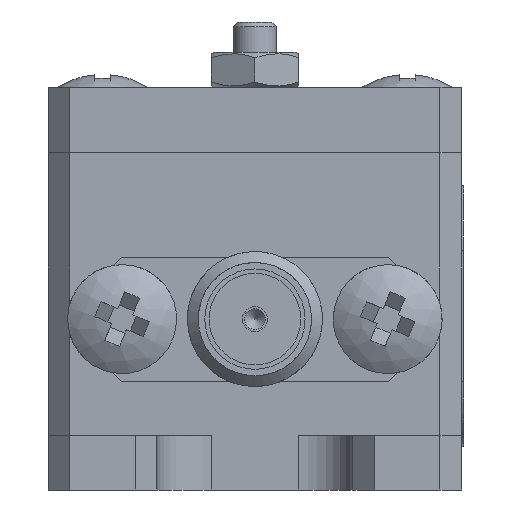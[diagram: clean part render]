
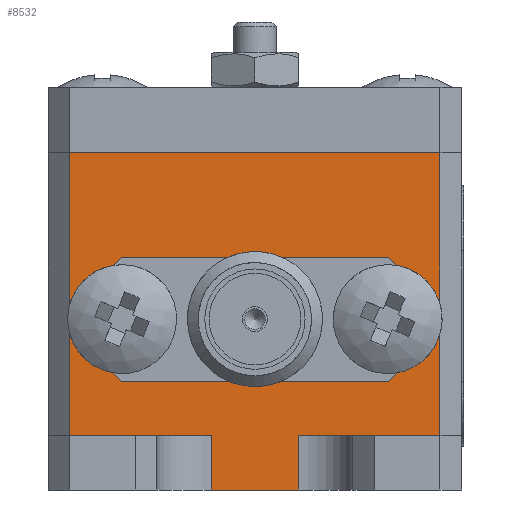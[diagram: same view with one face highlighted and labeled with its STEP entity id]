
A CAD part, left-side view. The second image highlights one B-rep face of the part: STEP entity #8532.
In plain terms, the highlighted planar face has unit normal (-1, 0, 0).
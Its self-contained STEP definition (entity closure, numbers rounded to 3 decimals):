
#8532=ADVANCED_FACE('',(#22444,#22446),#22448,.F.);
#22444=FACE_BOUND('',#22445,.T.);
#22445=EDGE_LOOP('',(#29210,#29211,#29212,#29213,#29214,#29215,#29216,#29217));
#22446=FACE_BOUND('',#22447,.T.);
#22447=EDGE_LOOP('',(#29218,#29219,#29220,#29221,#29222,#29223,#29224,#29225));
#22448=PLANE('',#22449);
#22449=AXIS2_PLACEMENT_3D('',#22450,#22451,#22452);
#22450=CARTESIAN_POINT('',(-33.5,-9.5,2.5));
#22451=DIRECTION('',(1.,-0.,0.));
#22452=DIRECTION('',(0.,0.,-1.));
#29210=ORIENTED_EDGE('',*,*,#32981,.T.);
#29211=ORIENTED_EDGE('',*,*,#33066,.T.);
#29212=ORIENTED_EDGE('',*,*,#33047,.F.);
#29213=ORIENTED_EDGE('',*,*,#33045,.F.);
#29214=ORIENTED_EDGE('',*,*,#33080,.F.);
#29215=ORIENTED_EDGE('',*,*,#33041,.T.);
#29216=ORIENTED_EDGE('',*,*,#33039,.F.);
#29217=ORIENTED_EDGE('',*,*,#33065,.T.);
#29218=ORIENTED_EDGE('',*,*,#33081,.F.);
#29219=ORIENTED_EDGE('',*,*,#33082,.F.);
#29220=ORIENTED_EDGE('',*,*,#33083,.F.);
#29221=ORIENTED_EDGE('',*,*,#33084,.F.);
#29222=ORIENTED_EDGE('',*,*,#33085,.F.);
#29223=ORIENTED_EDGE('',*,*,#33086,.F.);
#29224=ORIENTED_EDGE('',*,*,#33087,.F.);
#29225=ORIENTED_EDGE('',*,*,#33088,.F.);
#32981=EDGE_CURVE('',#37491,#37489,#37492,.T.);
#33039=EDGE_CURVE('',#37592,#37594,#37595,.T.);
#33041=EDGE_CURVE('',#37597,#37594,#37598,.T.);
#33045=EDGE_CURVE('',#37602,#37600,#37604,.T.);
#33047=EDGE_CURVE('',#37600,#37607,#37608,.T.);
#33065=EDGE_CURVE('',#37592,#37491,#37634,.T.);
#33066=EDGE_CURVE('',#37489,#37607,#37635,.T.);
#33080=EDGE_CURVE('',#37597,#37602,#37657,.T.);
#33081=EDGE_CURVE('',#37658,#37659,#37660,.T.);
#33082=EDGE_CURVE('',#37661,#37658,#37662,.T.);
#33083=EDGE_CURVE('',#37663,#37661,#37664,.T.);
#33084=EDGE_CURVE('',#37665,#37663,#37666,.T.);
#33085=EDGE_CURVE('',#37667,#37665,#37668,.T.);
#33086=EDGE_CURVE('',#37669,#37667,#37670,.T.);
#33087=EDGE_CURVE('',#37671,#37669,#37672,.T.);
#33088=EDGE_CURVE('',#37659,#37671,#37673,.T.);
#37489=VERTEX_POINT('',#70014);
#37491=VERTEX_POINT('',#70018);
#37492=LINE('',#70019,#70020);
#37592=VERTEX_POINT('',#70233);
#37594=VERTEX_POINT('',#70237);
#37595=LINE('',#70238,#70239);
#37597=VERTEX_POINT('',#70245);
#37598=LINE('',#70246,#70247);
#37600=VERTEX_POINT('',#70253);
#37602=VERTEX_POINT('',#70258);
#37604=LINE('',#70263,#70264);
#37607=VERTEX_POINT('',#70270);
#37608=LINE('',#70271,#70272);
#37634=LINE('',#70337,#70338);
#37635=LINE('',#70340,#70341);
#37657=LINE('',#70390,#70391);
#37658=VERTEX_POINT('',#70393);
#37659=VERTEX_POINT('',#70394);
#37660=LINE('',#70395,#70396);
#37661=VERTEX_POINT('',#70398);
#37662=LINE('',#70399,#70400);
#37663=VERTEX_POINT('',#70402);
#37664=LINE('',#70403,#70404);
#37665=VERTEX_POINT('',#70406);
#37666=LINE('',#70407,#70408);
#37667=VERTEX_POINT('',#70410);
#37668=LINE('',#70411,#70412);
#37669=VERTEX_POINT('',#70414);
#37670=LINE('',#70415,#70416);
#37671=VERTEX_POINT('',#70418);
#37672=LINE('',#70419,#70420);
#37673=LINE('',#70422,#70423);
#70014=CARTESIAN_POINT('',(-33.5,8.5,15.5));
#70018=CARTESIAN_POINT('',(-33.5,-8.5,15.5));
#70019=CARTESIAN_POINT('',(-33.5,-8.5,15.5));
#70020=VECTOR('',#70021,1.);
#70021=DIRECTION('',(0.,1.,0.));
#70233=CARTESIAN_POINT('',(-33.5,-8.5,2.5));
#70237=CARTESIAN_POINT('',(-33.5,-2.,2.5));
#70238=CARTESIAN_POINT('',(-33.5,-8.5,2.5));
#70239=VECTOR('',#70240,1.);
#70240=DIRECTION('',(0.,1.,0.));
#70245=CARTESIAN_POINT('',(-33.5,-2.,0.));
#70246=CARTESIAN_POINT('',(-33.5,-2.,0.));
#70247=VECTOR('',#70248,1.);
#70248=DIRECTION('',(0.,0.,1.));
#70253=CARTESIAN_POINT('',(-33.5,2.,2.5));
#70258=CARTESIAN_POINT('',(-33.5,2.,0.));
#70263=CARTESIAN_POINT('',(-33.5,2.,0.));
#70264=VECTOR('',#70265,1.);
#70265=DIRECTION('',(0.,0.,1.));
#70270=CARTESIAN_POINT('',(-33.5,8.5,2.5));
#70271=CARTESIAN_POINT('',(-33.5,2.,2.5));
#70272=VECTOR('',#70273,1.);
#70273=DIRECTION('',(0.,1.,0.));
#70337=CARTESIAN_POINT('',(-33.5,-8.5,2.5));
#70338=VECTOR('',#70339,1.);
#70339=DIRECTION('',(0.,0.,1.));
#70340=CARTESIAN_POINT('',(-33.5,8.5,15.5));
#70341=VECTOR('',#70342,1.);
#70342=DIRECTION('',(0.,0.,-1.));
#70390=CARTESIAN_POINT('',(-33.5,-2.,0.));
#70391=VECTOR('',#70392,1.);
#70392=DIRECTION('',(0.,1.,0.));
#70393=CARTESIAN_POINT('',(-33.5,-6.13,5.));
#70394=CARTESIAN_POINT('',(-33.5,-8.03,6.9));
#70395=CARTESIAN_POINT('',(-33.5,-6.13,5.));
#70396=VECTOR('',#70397,1.);
#70397=DIRECTION('',(0.,-0.707,0.707));
#70398=CARTESIAN_POINT('',(-33.5,6.13,5.));
#70399=CARTESIAN_POINT('',(-33.5,6.13,5.));
#70400=VECTOR('',#70401,1.);
#70401=DIRECTION('',(0.,-1.,0.));
#70402=CARTESIAN_POINT('',(-33.5,8.03,6.9));
#70403=CARTESIAN_POINT('',(-33.5,8.03,6.9));
#70404=VECTOR('',#70405,1.);
#70405=DIRECTION('',(0.,-0.707,-0.707));
#70406=CARTESIAN_POINT('',(-33.5,8.03,8.8));
#70407=CARTESIAN_POINT('',(-33.5,8.03,8.8));
#70408=VECTOR('',#70409,1.);
#70409=DIRECTION('',(0.,0.,-1.));
#70410=CARTESIAN_POINT('',(-33.5,6.13,10.7));
#70411=CARTESIAN_POINT('',(-33.5,6.13,10.7));
#70412=VECTOR('',#70413,1.);
#70413=DIRECTION('',(0.,0.707,-0.707));
#70414=CARTESIAN_POINT('',(-33.5,-6.13,10.7));
#70415=CARTESIAN_POINT('',(-33.5,-6.13,10.7));
#70416=VECTOR('',#70417,1.);
#70417=DIRECTION('',(0.,1.,0.));
#70418=CARTESIAN_POINT('',(-33.5,-8.03,8.8));
#70419=CARTESIAN_POINT('',(-33.5,-8.03,8.8));
#70420=VECTOR('',#70421,1.);
#70421=DIRECTION('',(0.,0.707,0.707));
#70422=CARTESIAN_POINT('',(-33.5,-8.03,6.9));
#70423=VECTOR('',#70424,1.);
#70424=DIRECTION('',(0.,0.,1.));
